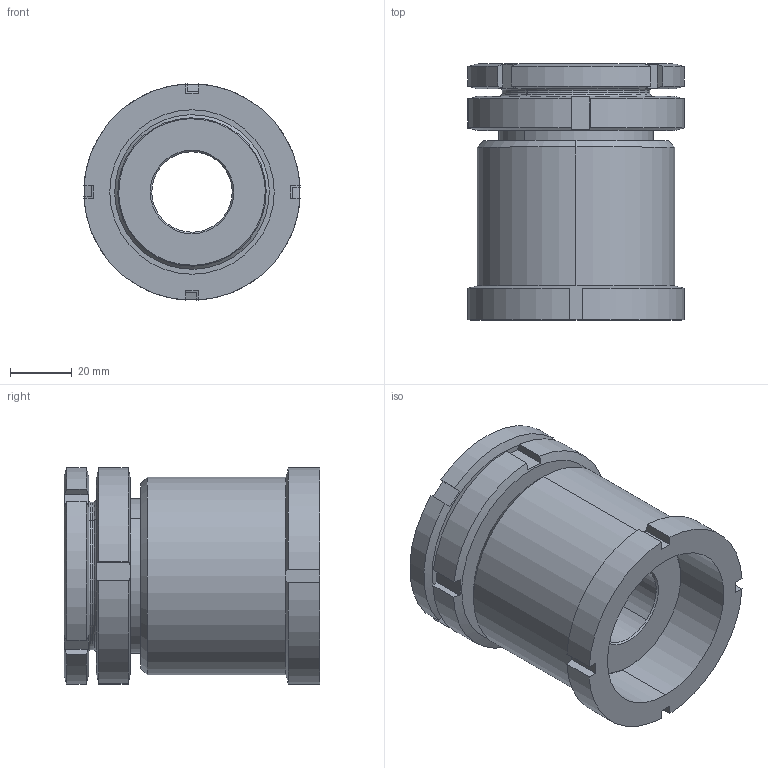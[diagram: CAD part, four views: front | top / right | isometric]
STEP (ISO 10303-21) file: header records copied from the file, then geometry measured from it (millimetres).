
FILE_DESCRIPTION (( 'STEP AP214' ), '1' );
FILE_NAME ('HVSK 50-26 0 A1.STEP', '2015-08-18T15:03:53', ( '' ), ( '' ), 'SwSTEP 2.0', 'SolidWorks 2015', '' );
FILE_SCHEMA (( 'AUTOMOTIVE_DESIGN' ));
Length unit declared in the file: millimetre
Products named in the file (4): HVSK 50-26 0 A1; HVS 50 2-0 A1; KM 50-0 A1; HVS 50-26 1-0 A1
Assembly tree (3 placements, depth 2):
  HVSK 50-26 0 A1
    HVS 50 2-0 A1
    HVS 50-26 1-0 A1
    KM 50-0 A1
Bounding box: 69.94 x 82.78 x 69.94 mm (x, y, z)
Volume: 196570.5 mm3; surface area: 55549.9 mm2
Topology: 3 solids, 3 shells, 116 faces, 282 edges, 176 vertices
Faces by surface type: plane 46, cone 32, cylinder 30, torus 8
Entity records: 3806 total; most frequent: CARTESIAN_POINT 916, ORIENTED_EDGE 564, DIRECTION 558, EDGE_CURVE 282, AXIS2_PLACEMENT_3D 226, VERTEX_POINT 176, EDGE_LOOP 126, ADVANCED_FACE 116
